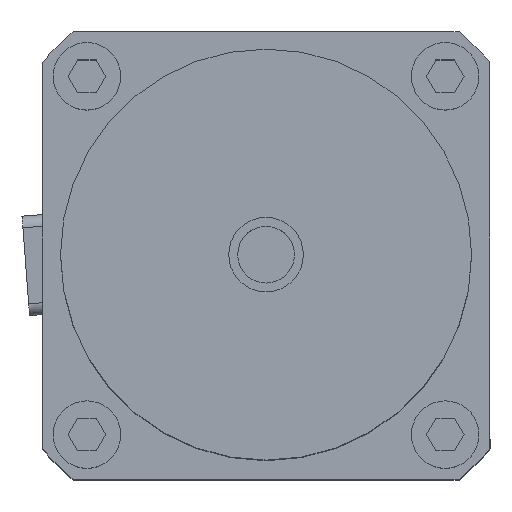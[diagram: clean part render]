
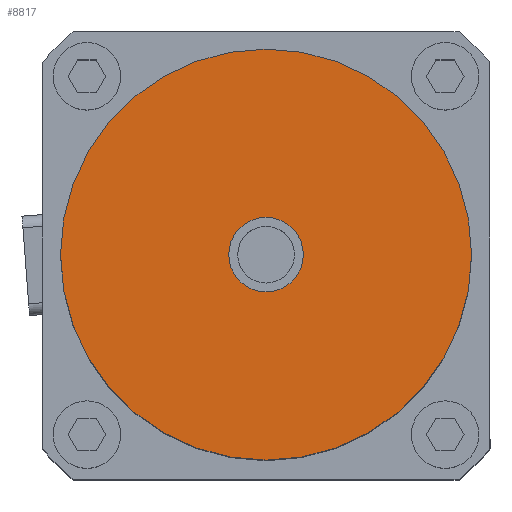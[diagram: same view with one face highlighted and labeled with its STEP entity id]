
A CAD part, top view. The second image highlights one B-rep face of the part: STEP entity #8817.
In plain terms, the highlighted planar face has unit normal (0, 0, 1).
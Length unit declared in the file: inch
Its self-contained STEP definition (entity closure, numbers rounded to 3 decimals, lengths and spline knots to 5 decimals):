
#294=FACE_BOUND('',#1439,.T.);
#858=FACE_OUTER_BOUND('',#1438,.T.);
#1438=EDGE_LOOP('',(#7722));
#1439=EDGE_LOOP('',(#7723));
#1828=CIRCLE('',#9561,0.125);
#1872=CIRCLE('',#9690,0.68825);
#3964=VERTEX_POINT('',#14624);
#4123=VERTEX_POINT('',#15109);
#5035=EDGE_CURVE('',#3964,#3964,#1828,.T.);
#5277=EDGE_CURVE('',#4123,#4123,#1872,.T.);
#7722=ORIENTED_EDGE('',*,*,#5277,.T.);
#7723=ORIENTED_EDGE('',*,*,#5035,.T.);
#8355=PLANE('',#9752);
#8817=ADVANCED_FACE('',(#858,#294),#8355,.F.);
#9561=AXIS2_PLACEMENT_3D('',#14625,#11396,#11397);
#9690=AXIS2_PLACEMENT_3D('',#15111,#11852,#11853);
#9752=AXIS2_PLACEMENT_3D('',#15483,#12132,#12133);
#11396=DIRECTION('center_axis',(0.,0.,-1.));
#11397=DIRECTION('ref_axis',(-1.,0.,0.));
#11852=DIRECTION('center_axis',(0.,0.,1.));
#11853=DIRECTION('ref_axis',(-1.,0.,0.));
#12132=DIRECTION('center_axis',(0.,0.,-1.));
#12133=DIRECTION('ref_axis',(-1.,0.,0.));
#14624=CARTESIAN_POINT('',(0.125,0.,0.1255));
#14625=CARTESIAN_POINT('Origin',(0.,0.,0.1255));
#15109=CARTESIAN_POINT('',(0.68825,0.,0.1255));
#15111=CARTESIAN_POINT('Origin',(0.,0.,0.1255));
#15483=CARTESIAN_POINT('Origin',(0.,-0.4685,0.1255));
